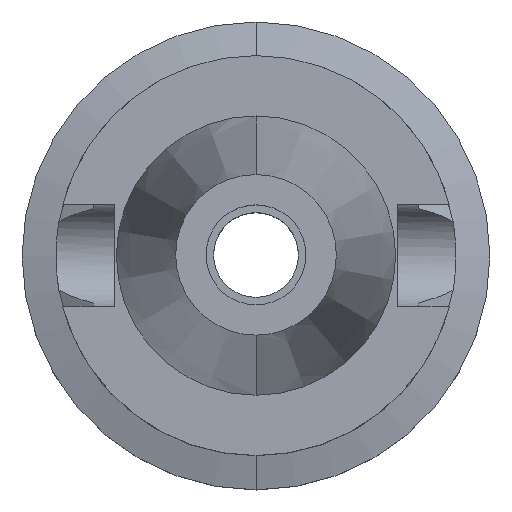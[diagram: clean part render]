
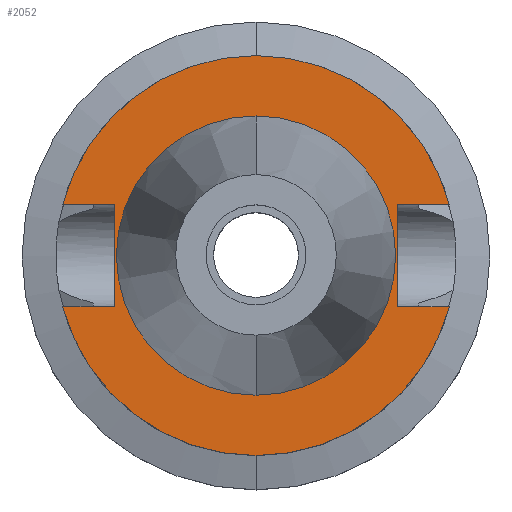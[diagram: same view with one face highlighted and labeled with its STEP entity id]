
A CAD part, top view. The second image highlights one B-rep face of the part: STEP entity #2052.
In plain terms, the highlighted planar face has unit normal (0, 0, 1).
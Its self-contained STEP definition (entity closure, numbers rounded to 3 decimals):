
#749=DIRECTION('',(0.,1.,0.));
#750=VECTOR('',#749,25.7);
#751=CARTESIAN_POINT('',(-35.4,-12.85,-1.5));
#752=LINE('',#751,#750);
#756=CARTESIAN_POINT('',(0.,0.,-1.5));
#757=DIRECTION('',(0.,0.,-1.));
#758=DIRECTION('',(-0.966,0.257,0.));
#759=AXIS2_PLACEMENT_3D('',#756,#757,#758);
#764=CARTESIAN_POINT('',(0.,0.,-1.5));
#765=DIRECTION('',(0.,0.,-1.));
#766=DIRECTION('',(0.,1.,0.));
#767=AXIS2_PLACEMENT_3D('',#764,#765,#766);
#772=DIRECTION('',(-1.,0.,0.));
#773=VECTOR('',#772,12.921);
#774=CARTESIAN_POINT('',(48.321,12.85,-1.5));
#775=LINE('',#774,#773);
#779=DIRECTION('',(0.,-1.,0.));
#780=VECTOR('',#779,25.7);
#781=CARTESIAN_POINT('',(35.4,12.85,-1.5));
#782=LINE('',#781,#780);
#786=CARTESIAN_POINT('',(0.,0.,-1.5));
#787=DIRECTION('',(0.,0.,-1.));
#788=DIRECTION('',(0.966,-0.257,0.));
#789=AXIS2_PLACEMENT_3D('',#786,#787,#788);
#794=CARTESIAN_POINT('',(0.,0.,-1.5));
#795=DIRECTION('',(0.,0.,-1.));
#796=DIRECTION('',(0.,-1.,0.));
#797=AXIS2_PLACEMENT_3D('',#794,#795,#796);
#802=DIRECTION('',(1.,0.,0.));
#803=VECTOR('',#802,12.921);
#804=CARTESIAN_POINT('',(-48.321,-12.85,-1.5));
#805=LINE('',#804,#803);
#809=CARTESIAN_POINT('',(0.,0.,-1.5));
#810=DIRECTION('',(0.,0.,1.));
#811=DIRECTION('',(0.,-1.,0.));
#812=AXIS2_PLACEMENT_3D('',#809,#810,#811);
#817=CARTESIAN_POINT('',(0.,0.,-1.5));
#818=DIRECTION('',(0.,0.,1.));
#819=DIRECTION('',(0.,1.,0.));
#820=AXIS2_PLACEMENT_3D('',#817,#818,#819);
#835=DIRECTION('',(1.,0.,0.));
#836=VECTOR('',#835,12.921);
#837=CARTESIAN_POINT('',(-48.321,12.85,-1.5));
#838=LINE('',#837,#836);
#926=DIRECTION('',(-1.,0.,0.));
#927=VECTOR('',#926,12.921);
#928=CARTESIAN_POINT('',(48.321,-12.85,-1.5));
#929=LINE('',#928,#927);
#1312=CARTESIAN_POINT('',(-35.4,-12.85,-1.5));
#1313=VERTEX_POINT('',#1312);
#1314=CARTESIAN_POINT('',(-48.321,-12.85,-1.5));
#1315=VERTEX_POINT('',#1314);
#1318=CARTESIAN_POINT('',(-35.4,12.85,-1.5));
#1319=VERTEX_POINT('',#1318);
#1320=CARTESIAN_POINT('',(-48.321,12.85,-1.5));
#1321=VERTEX_POINT('',#1320);
#1322=CARTESIAN_POINT('',(0.,50.,-1.5));
#1323=CARTESIAN_POINT('',(48.321,12.85,-1.5));
#1324=VERTEX_POINT('',#1322);
#1325=VERTEX_POINT('',#1323);
#1326=CARTESIAN_POINT('',(35.4,12.85,-1.5));
#1327=VERTEX_POINT('',#1326);
#1328=CARTESIAN_POINT('',(35.4,-12.85,-1.5));
#1329=VERTEX_POINT('',#1328);
#1330=CARTESIAN_POINT('',(48.321,-12.85,-1.5));
#1331=VERTEX_POINT('',#1330);
#1332=CARTESIAN_POINT('',(0.,-50.,-1.5));
#1333=VERTEX_POINT('',#1332);
#1334=CARTESIAN_POINT('',(0.,-34.925,-1.5));
#1335=CARTESIAN_POINT('',(0.,34.925,-1.5));
#1336=VERTEX_POINT('',#1334);
#1337=VERTEX_POINT('',#1335);
#2021=CARTESIAN_POINT('',(0.,0.,-1.5));
#2022=DIRECTION('',(0.,0.,-1.));
#2023=DIRECTION('',(0.,-1.,0.));
#2024=AXIS2_PLACEMENT_3D('',#2021,#2022,#2023);
#2025=PLANE('',#2024);
#2026=ORIENTED_EDGE('',*,*,#2011,.T.);
#2028=ORIENTED_EDGE('',*,*,#2027,.F.);
#2030=ORIENTED_EDGE('',*,*,#2029,.T.);
#2032=ORIENTED_EDGE('',*,*,#2031,.T.);
#2034=ORIENTED_EDGE('',*,*,#2033,.T.);
#2036=ORIENTED_EDGE('',*,*,#2035,.T.);
#2038=ORIENTED_EDGE('',*,*,#2037,.F.);
#2040=ORIENTED_EDGE('',*,*,#2039,.T.);
#2042=ORIENTED_EDGE('',*,*,#2041,.T.);
#2043=ORIENTED_EDGE('',*,*,#1997,.T.);
#2044=EDGE_LOOP('',(#2026,#2028,#2030,#2032,#2034,#2036,#2038,#2040,#2042,
#2043));
#2045=FACE_OUTER_BOUND('',#2044,.F.);
#2047=ORIENTED_EDGE('',*,*,#2046,.T.);
#2049=ORIENTED_EDGE('',*,*,#2048,.T.);
#2050=EDGE_LOOP('',(#2047,#2049));
#2051=FACE_BOUND('',#2050,.F.);
#760=CIRCLE('',#759,50.);
#768=CIRCLE('',#767,50.);
#790=CIRCLE('',#789,50.);
#798=CIRCLE('',#797,50.);
#813=CIRCLE('',#812,34.925);
#821=CIRCLE('',#820,34.925);
#1997=EDGE_CURVE('',#1315,#1313,#805,.T.);
#2011=EDGE_CURVE('',#1313,#1319,#752,.T.);
#2027=EDGE_CURVE('',#1321,#1319,#838,.T.);
#2029=EDGE_CURVE('',#1321,#1324,#760,.T.);
#2031=EDGE_CURVE('',#1324,#1325,#768,.T.);
#2033=EDGE_CURVE('',#1325,#1327,#775,.T.);
#2035=EDGE_CURVE('',#1327,#1329,#782,.T.);
#2037=EDGE_CURVE('',#1331,#1329,#929,.T.);
#2039=EDGE_CURVE('',#1331,#1333,#790,.T.);
#2041=EDGE_CURVE('',#1333,#1315,#798,.T.);
#2046=EDGE_CURVE('',#1336,#1337,#813,.T.);
#2048=EDGE_CURVE('',#1337,#1336,#821,.T.);
#2052=ADVANCED_FACE('',(#2045,#2051),#2025,.F.);
